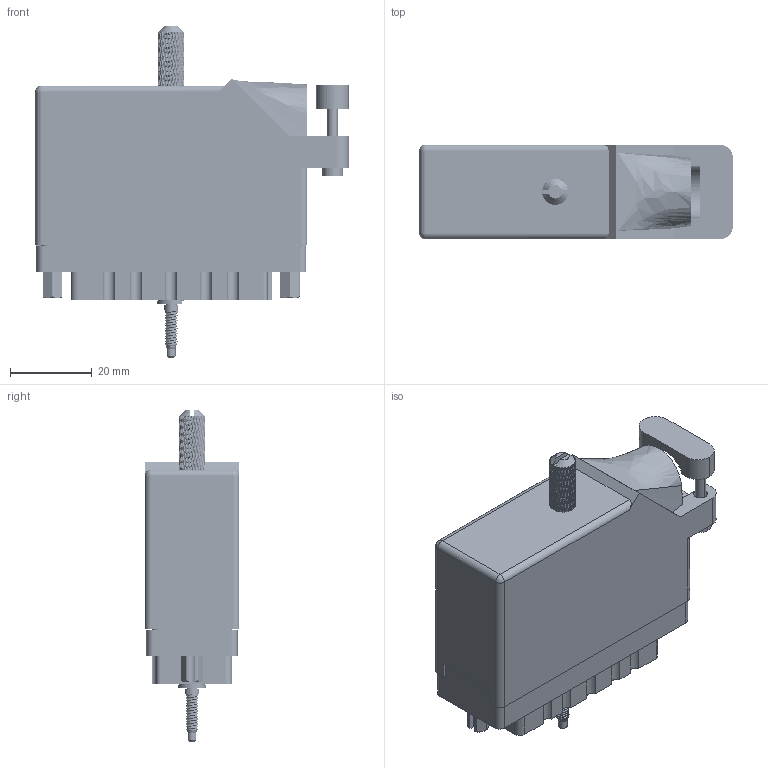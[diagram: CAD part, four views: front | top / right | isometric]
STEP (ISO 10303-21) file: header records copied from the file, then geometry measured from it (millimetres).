
FILE_DESCRIPTION (( 'STEP AP203' ), '1' );
FILE_NAME ('516-056-520-621.STEP', '2020-03-06T00:29:49', ( '' ), ( '' ), 'SwSTEP 2.0', 'SolidWorks 2016', '' );
FILE_SCHEMA (( 'CONFIG_CONTROL_DESIGN' ));
Length unit declared in the file: inch
Products named in the file (12): 516 Part Receptacle_056; 516-251-035-100; 516-221-038-102_056; 516-252-021-102_056; 516-056-520-621; 516-253-035-100; 516-253-138-107; 516-230-001_Plastic - 056 Side Entry; 516-221-038-102_057; 516-292-001_520 Contact; Actuating Screw Assy 038-056; 516-250-038-111
Assembly tree (68 placements, depth 3):
  516-056-520-621
    516 Part Receptacle_056
    516-292-001_520 Contact  x56
    516-230-001_Plastic - 056 Side Entry
    516-252-021-102_056  x2
    516-221-038-102_056
    Actuating Screw Assy 038-056
      516-251-035-100
      516-253-035-100  x2
      516-253-138-107
      516-250-038-111
    516-221-038-102_057
Bounding box: 76.5 x 23.11 x 81.03 mm (x, y, z)
Volume: 30912 mm3; surface area: 49092.1 mm2
Topology: 67 solids, 67 shells, 6936 faces, 19030 edges, 12248 vertices
Faces by surface type: plane 3405, cylinder 2104, bspline 1373, cone 52, sphere 2
Entity records: 124945 total; most frequent: CARTESIAN_POINT 62174, ORIENTED_EDGE 14964, DIRECTION 9908, EDGE_CURVE 7482, VERTEX_POINT 4590, AXIS2_PLACEMENT_3D 3327, LINE 3254, VECTOR 3254
